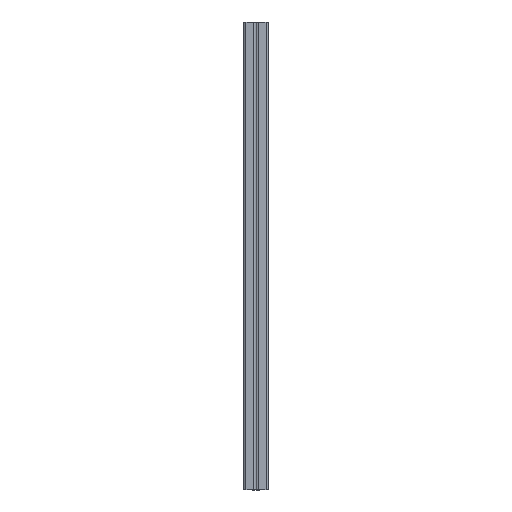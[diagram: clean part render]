
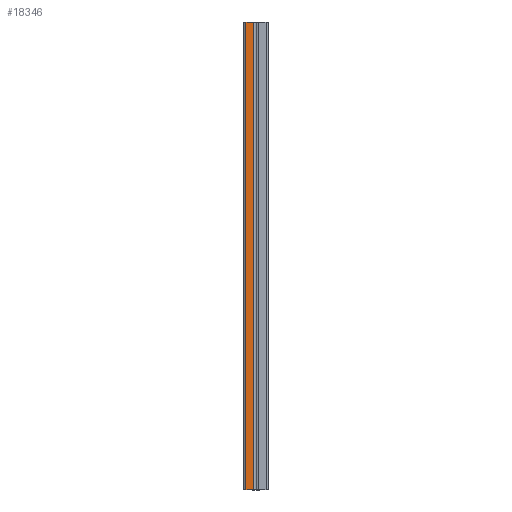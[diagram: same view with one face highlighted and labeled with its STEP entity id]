
A CAD part, left-side view. The second image highlights one B-rep face of the part: STEP entity #18346.
In plain terms, the highlighted planar face has unit normal (-1, 0, 0).
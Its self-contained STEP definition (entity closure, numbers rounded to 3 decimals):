
#55 = CARTESIAN_POINT ( 'NONE',  ( -20.5, 0., 0. ) ) ;
#963 = LINE ( 'NONE', #30479, #35406 ) ;
#2521 = ORIENTED_EDGE ( 'NONE', *, *, #12020, .T. ) ;
#3938 = VERTEX_POINT ( 'NONE', #8869 ) ;
#6815 = LINE ( 'NONE', #55, #27073 ) ;
#6963 = ORIENTED_EDGE ( 'NONE', *, *, #38485, .F. ) ;
#8869 = CARTESIAN_POINT ( 'NONE',  ( -20.5, 3.75, -800. ) ) ;
#11349 = VERTEX_POINT ( 'NONE', #16885 ) ;
#12020 = EDGE_CURVE ( 'NONE', #3938, #24929, #43961, .T. ) ;
#13077 = DIRECTION ( 'NONE',  ( 0., 1., 0. ) ) ;
#13657 = DIRECTION ( 'NONE',  ( 0., 1., 0. ) ) ;
#14383 = PLANE ( 'NONE',  #43125 ) ;
#15488 = EDGE_LOOP ( 'NONE', ( #38272, #6963, #25000, #2521 ) ) ;
#15985 = EDGE_CURVE ( 'NONE', #24929, #11349, #6815, .T. ) ;
#16271 = VECTOR ( 'NONE', #21064, 1000. ) ;
#16885 = CARTESIAN_POINT ( 'NONE',  ( -20.5, 17.25, 0. ) ) ;
#18036 = CARTESIAN_POINT ( 'NONE',  ( -20.5, 0., -400. ) ) ;
#18346 = ADVANCED_FACE ( 'NONE', ( #43873 ), #14383, .F. ) ;
#21064 = DIRECTION ( 'NONE',  ( 0., 0., 1. ) ) ;
#23341 = EDGE_CURVE ( 'NONE', #3938, #26320, #963, .T. ) ;
#24229 = VECTOR ( 'NONE', #34222, 1000. ) ;
#24929 = VERTEX_POINT ( 'NONE', #38755 ) ;
#25000 = ORIENTED_EDGE ( 'NONE', *, *, #23341, .F. ) ;
#25184 = CARTESIAN_POINT ( 'NONE',  ( -20.5, 17.25, -800. ) ) ;
#26320 = VERTEX_POINT ( 'NONE', #25184 ) ;
#27073 = VECTOR ( 'NONE', #13657, 1000. ) ;
#27364 = CARTESIAN_POINT ( 'NONE',  ( -20.5, 17.25, -400. ) ) ;
#28719 = DIRECTION ( 'NONE',  ( 0., 0., -1. ) ) ;
#30479 = CARTESIAN_POINT ( 'NONE',  ( -20.5, 0., -800. ) ) ;
#31329 = CARTESIAN_POINT ( 'NONE',  ( -20.5, 3.75, -400. ) ) ;
#34222 = DIRECTION ( 'NONE',  ( 0., 0., 1. ) ) ;
#35406 = VECTOR ( 'NONE', #13077, 1000. ) ;
#38272 = ORIENTED_EDGE ( 'NONE', *, *, #15985, .T. ) ;
#38485 = EDGE_CURVE ( 'NONE', #26320, #11349, #40352, .T. ) ;
#38755 = CARTESIAN_POINT ( 'NONE',  ( -20.5, 3.75, 0. ) ) ;
#40352 = LINE ( 'NONE', #27364, #16271 ) ;
#42967 = DIRECTION ( 'NONE',  ( 1., 0., 0. ) ) ;
#43125 = AXIS2_PLACEMENT_3D ( 'NONE', #18036, #42967, #28719 ) ;
#43873 = FACE_OUTER_BOUND ( 'NONE', #15488, .T. ) ;
#43961 = LINE ( 'NONE', #31329, #24229 ) ;
